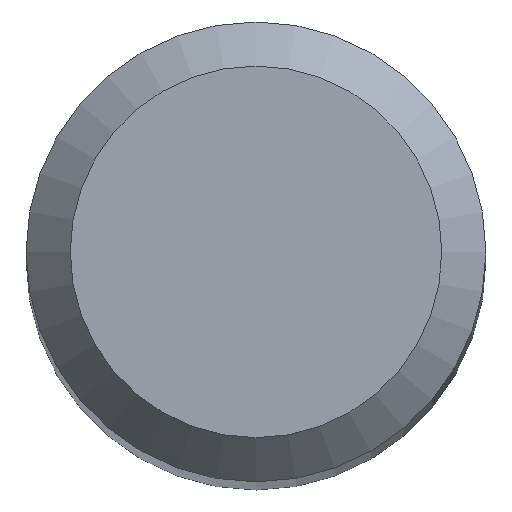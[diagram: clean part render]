
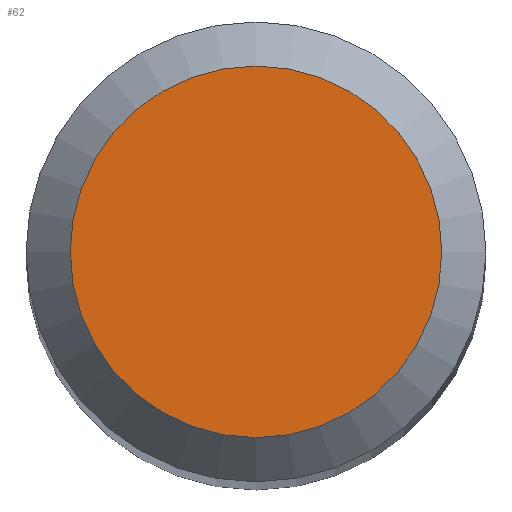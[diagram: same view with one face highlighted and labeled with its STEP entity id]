
A CAD part, top view. The second image highlights one B-rep face of the part: STEP entity #62.
In plain terms, the highlighted planar face has unit normal (0, 0, 1).
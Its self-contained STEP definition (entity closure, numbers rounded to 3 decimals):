
#62=ADVANCED_FACE('',(#74),#70,.T.);
#70=PLANE('',#156);
#74=FACE_OUTER_BOUND('',#78,.T.);
#78=EDGE_LOOP('',(#90));
#90=ORIENTED_EDGE('',*,*,#108,.F.);
#102=VERTEX_POINT('',#218);
#108=EDGE_CURVE('',#102,#102,#114,.T.);
#114=CIRCLE('',#155,1.283);
#155=AXIS2_PLACEMENT_3D('',#217,#175,#176);
#156=AXIS2_PLACEMENT_3D('',#219,#177,#178);
#175=DIRECTION('',(0.,0.,-1.));
#176=DIRECTION('',(-1.,0.,0.));
#177=DIRECTION('',(0.,0.,1.));
#178=DIRECTION('',(1.,0.,0.));
#217=CARTESIAN_POINT('',(0.,0.,0.));
#218=CARTESIAN_POINT('',(-1.283,0.,0.));
#219=CARTESIAN_POINT('',(1.283,0.,0.));
